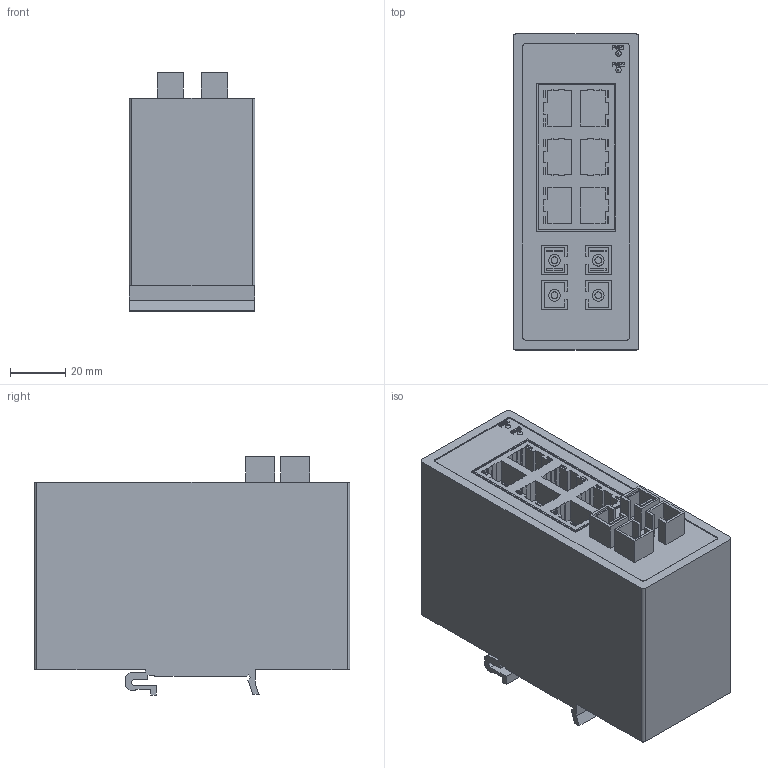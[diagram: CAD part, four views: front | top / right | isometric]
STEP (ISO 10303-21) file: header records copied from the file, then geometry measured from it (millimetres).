
FILE_DESCRIPTION (( 'STEP AP214' ), '1' );
FILE_NAME ('SE2-SW8U-2C1-T.STEP', '2017-04-03T20:22:36', ( '' ), ( '' ), 'SwSTEP 2.0', 'SolidWorks 2017', '' );
FILE_SCHEMA (( 'AUTOMOTIVE_DESIGN' ));
Length unit declared in the file: millimetre
Products named in the file (1): SE2-SW8U-2C1-T
Bounding box: 45.6 x 114.5 x 86.42 mm (x, y, z)
Volume: 354929.7 mm3; surface area: 42237.4 mm2
Topology: 6 solids, 6 shells, 473 faces, 1260 edges, 840 vertices
Faces by surface type: plane 426, bspline 28, cylinder 17, torus 2
Full cylindrical faces by diameter (mm): 2.51 x4, 4.197 x1, 4.203 x3
Entity records: 16005 total; most frequent: CARTESIAN_POINT 4284, ORIENTED_EDGE 2500, DIRECTION 2124, EDGE_CURVE 1250, LINE 1156, VECTOR 1156, VERTEX_POINT 840, EDGE_LOOP 534
